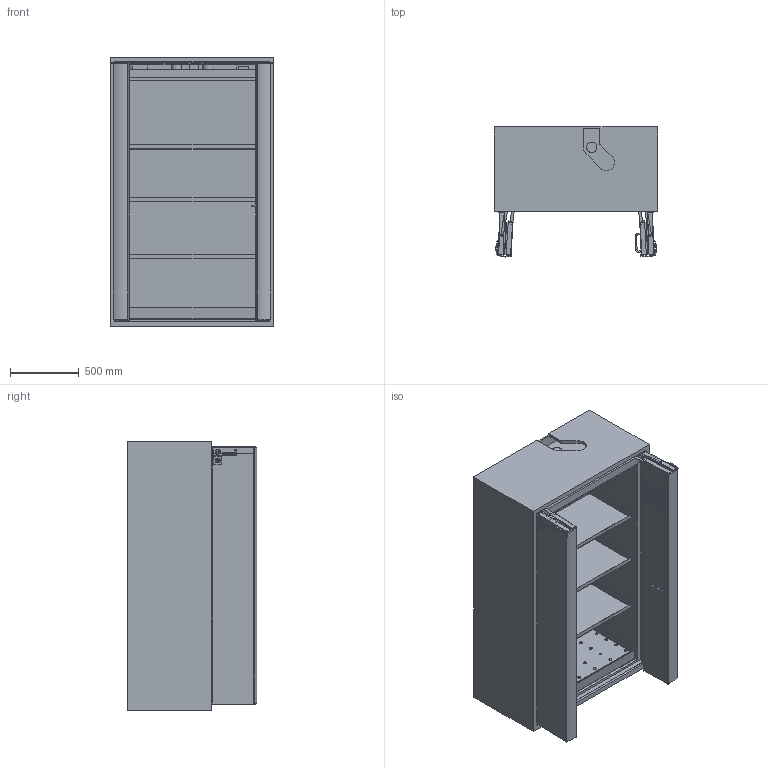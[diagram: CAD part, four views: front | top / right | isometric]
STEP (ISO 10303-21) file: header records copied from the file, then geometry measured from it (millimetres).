
FILE_DESCRIPTION(/* description */ (''),/* implementation_level */ '2;1');
FILE_NAME(/* name */ 'S90.196.120.FDAC_30119-001-30127_OD.stp',/* time_stamp */ '2017-03-02T17:05:47+01:00',/* author */ ('pproduktmanagement'),/* organization */ ('asecos® GmbH'),/* preprocessor_version */ 'ST-DEVELOPER v16.5',/* originating_system */ 'Autodesk Inventor 2017',/* authorisation */ '');
FILE_SCHEMA (('AUTOMOTIVE_DESIGN { 1 0 10303 214 3 1 1 }'));
Length unit declared in the file: millimetre
Products named in the file (2): S90.196.120.FDAC_30119-001-30127; S90.196.120.FDAC_30119-001-30127_OD
Assembly tree (1 placements, depth 2):
  S90.196.120.FDAC_30119-001-30127
    S90.196.120.FDAC_30119-001-30127_OD
Bounding box: 1196.5 x 946.16 x 1968 mm (x, y, z)
Volume: 449057851.6 mm3; surface area: 25678805.6 mm2
Topology: 24 solids, 29 shells, 1034 faces, 2629 edges, 1733 vertices
Faces by surface type: plane 739, cylinder 158, bspline 135, torus 2
Full cylindrical faces by diameter (mm): 3.242 x4, 4 x3, 4.2 x2, 5 x14, 8 x2, 8.1 x6, 8.6 x1, 10.3 x3, 10.679 x1, 13 x2, 15 x2, 20 x35, 33.8 x1, 37.8 x1, 40 x1, 45 x3, 75 x2
Entity records: 32529 total; most frequent: CARTESIAN_POINT 7381, ORIENTED_EDGE 5046, DIRECTION 4371, EDGE_CURVE 2513, LINE 1919, VECTOR 1919, VERTEX_POINT 1694, EDGE_LOOP 1311
